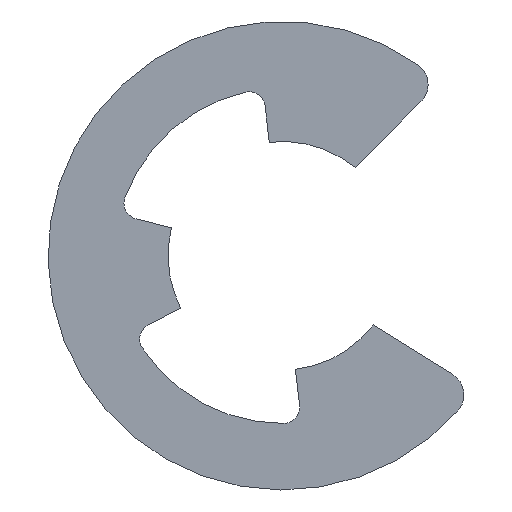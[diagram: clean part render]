
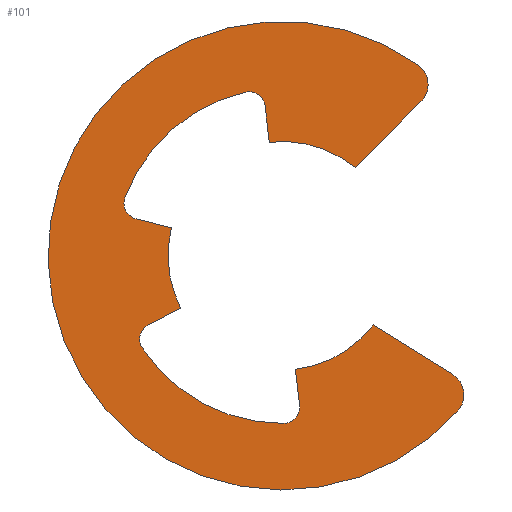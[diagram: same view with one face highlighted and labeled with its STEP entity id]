
A CAD part, front view. The second image highlights one B-rep face of the part: STEP entity #101.
In plain terms, the highlighted planar face has unit normal (0, -1, 0).
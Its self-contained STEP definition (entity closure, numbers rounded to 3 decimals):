
#33 = VERTEX_POINT('',#34);
#34 = CARTESIAN_POINT('',(-39.532,26.719,
    11.535));
#40 = EDGE_CURVE('',#33,#41,#43,.T.);
#41 = VERTEX_POINT('',#42);
#42 = CARTESIAN_POINT('',(-39.714,26.719,
    11.011));
#43 = CIRCLE('',#44,0.639);
#44 = AXIS2_PLACEMENT_3D('',#45,#46,#47);
#45 = CARTESIAN_POINT('',(-40.167,26.719,
    11.462));
#46 = DIRECTION('',(0.,1.,0.));
#47 = DIRECTION('',(0.993,0.,0.114));
#75 = VERTEX_POINT('',#76);
#76 = CARTESIAN_POINT('',(-38.593,26.719,3.387
    ));
#82 = EDGE_CURVE('',#83,#75,#85,.T.);
#83 = VERTEX_POINT('',#84);
#84 = CARTESIAN_POINT('',(-38.75,26.719,2.89
    ));
#85 = CIRCLE('',#86,0.639);
#86 = AXIS2_PLACEMENT_3D('',#87,#88,#89);
#87 = CARTESIAN_POINT('',(-39.228,26.719,3.314
    ));
#88 = DIRECTION('',(0.,-1.,0.));
#89 = DIRECTION('',(0.993,0.,0.114));
#101 = ADVANCED_FACE('',(#102),#258,.F.);
#102 = FACE_BOUND('',#103,.T.);
#103 = EDGE_LOOP('',(#104,#112,#113,#122,#129,#130,#139,#147,#156,#164,
    #173,#182,#191,#199,#208,#216,#225,#234,#243,#251));
#104 = ORIENTED_EDGE('',*,*,#105,.T.);
#105 = EDGE_CURVE('',#106,#41,#108,.T.);
#106 = VERTEX_POINT('',#107);
#107 = CARTESIAN_POINT('',(-41.442,26.719,
    9.279));
#108 = LINE('',#109,#110);
#109 = CARTESIAN_POINT('',(-43.552,26.719,
    7.164));
#110 = VECTOR('',#111,1.);
#111 = DIRECTION('',(0.706,0.,0.708));
#112 = ORIENTED_EDGE('',*,*,#40,.F.);
#113 = ORIENTED_EDGE('',*,*,#114,.F.);
#114 = EDGE_CURVE('',#115,#33,#117,.T.);
#115 = VERTEX_POINT('',#116);
#116 = CARTESIAN_POINT('',(-39.797,26.719,
    11.984));
#117 = CIRCLE('',#118,0.639);
#118 = AXIS2_PLACEMENT_3D('',#119,#120,#121);
#119 = CARTESIAN_POINT('',(-40.167,26.719,
    11.462));
#120 = DIRECTION('',(0.,1.,0.));
#121 = DIRECTION('',(0.993,0.,0.114)
  );
#122 = ORIENTED_EDGE('',*,*,#123,.T.);
#123 = EDGE_CURVE('',#115,#83,#124,.T.);
#124 = CIRCLE('',#125,6.15);
#125 = AXIS2_PLACEMENT_3D('',#126,#127,#128);
#126 = CARTESIAN_POINT('',(-43.354,26.719,
    6.967));
#127 = DIRECTION('',(0.,-1.,0.));
#128 = DIRECTION('',(0.993,0.,0.114)
  );
#129 = ORIENTED_EDGE('',*,*,#82,.T.);
#130 = ORIENTED_EDGE('',*,*,#131,.T.);
#131 = EDGE_CURVE('',#75,#132,#134,.T.);
#132 = VERTEX_POINT('',#133);
#133 = CARTESIAN_POINT('',(-38.89,26.719,
    3.856));
#134 = CIRCLE('',#135,0.639);
#135 = AXIS2_PLACEMENT_3D('',#136,#137,#138);
#136 = CARTESIAN_POINT('',(-39.228,26.719,
    3.314));
#137 = DIRECTION('',(0.,-1.,0.));
#138 = DIRECTION('',(0.993,0.,0.114)
  );
#139 = ORIENTED_EDGE('',*,*,#140,.F.);
#140 = EDGE_CURVE('',#141,#132,#143,.T.);
#141 = VERTEX_POINT('',#142);
#142 = CARTESIAN_POINT('',(-40.967,26.719,5.15
    ));
#143 = LINE('',#144,#145);
#144 = CARTESIAN_POINT('',(-43.502,26.719,6.73
    ));
#145 = VECTOR('',#146,1.);
#146 = DIRECTION('',(0.849,0.,-0.529)
  );
#147 = ORIENTED_EDGE('',*,*,#148,.F.);
#148 = EDGE_CURVE('',#149,#141,#151,.T.);
#149 = VERTEX_POINT('',#150);
#150 = CARTESIAN_POINT('',(-43.011,26.719,3.986
    ));
#151 = CIRCLE('',#152,3.);
#152 = AXIS2_PLACEMENT_3D('',#153,#154,#155);
#153 = CARTESIAN_POINT('',(-43.354,26.719,
    6.967));
#154 = DIRECTION('',(0.,-1.,0.));
#155 = DIRECTION('',(0.993,0.,0.114)
  );
#156 = ORIENTED_EDGE('',*,*,#157,.T.);
#157 = EDGE_CURVE('',#149,#158,#160,.T.);
#158 = VERTEX_POINT('',#159);
#159 = CARTESIAN_POINT('',(-42.901,26.719,
    3.032));
#160 = LINE('',#161,#162);
#161 = CARTESIAN_POINT('',(-43.053,26.719,
    4.354));
#162 = VECTOR('',#163,1.);
#163 = DIRECTION('',(0.114,0.,-0.993)
  );
#164 = ORIENTED_EDGE('',*,*,#165,.T.);
#165 = EDGE_CURVE('',#158,#166,#168,.T.);
#166 = VERTEX_POINT('',#167);
#167 = CARTESIAN_POINT('',(-43.314,26.719,
    2.564));
#168 = CIRCLE('',#169,0.42);
#169 = AXIS2_PLACEMENT_3D('',#170,#171,#172);
#170 = CARTESIAN_POINT('',(-43.318,26.719,
    2.984));
#171 = DIRECTION('',(0.,1.,0.));
#172 = DIRECTION('',(0.993,0.,0.114)
  );
#173 = ORIENTED_EDGE('',*,*,#174,.T.);
#174 = EDGE_CURVE('',#166,#175,#177,.T.);
#175 = VERTEX_POINT('',#176);
#176 = CARTESIAN_POINT('',(-47.032,26.719,
    4.548));
#177 = CIRCLE('',#178,4.403);
#178 = AXIS2_PLACEMENT_3D('',#179,#180,#181);
#179 = CARTESIAN_POINT('',(-43.354,26.719,
    6.967));
#180 = DIRECTION('',(0.,1.,0.));
#181 = DIRECTION('',(0.993,0.,0.114)
  );
#182 = ORIENTED_EDGE('',*,*,#183,.T.);
#183 = EDGE_CURVE('',#175,#184,#186,.T.);
#184 = VERTEX_POINT('',#185);
#185 = CARTESIAN_POINT('',(-46.874,26.719,
    5.152));
#186 = CIRCLE('',#187,0.42);
#187 = AXIS2_PLACEMENT_3D('',#188,#189,#190);
#188 = CARTESIAN_POINT('',(-46.682,26.719,4.779
    ));
#189 = DIRECTION('',(0.,1.,0.));
#190 = DIRECTION('',(0.993,0.,0.114)
  );
#191 = ORIENTED_EDGE('',*,*,#192,.T.);
#192 = EDGE_CURVE('',#184,#193,#195,.T.);
#193 = VERTEX_POINT('',#194);
#194 = CARTESIAN_POINT('',(-46.02,26.719,
    5.592));
#195 = LINE('',#196,#197);
#196 = CARTESIAN_POINT('',(-45.692,26.719,5.762
    ));
#197 = VECTOR('',#198,1.);
#198 = DIRECTION('',(0.889,0.,0.458)
  );
#199 = ORIENTED_EDGE('',*,*,#200,.F.);
#200 = EDGE_CURVE('',#201,#193,#203,.T.);
#201 = VERTEX_POINT('',#202);
#202 = CARTESIAN_POINT('',(-46.263,26.719,
    7.699));
#203 = CIRCLE('',#204,3.);
#204 = AXIS2_PLACEMENT_3D('',#205,#206,#207);
#205 = CARTESIAN_POINT('',(-43.354,26.719,
    6.967));
#206 = DIRECTION('',(0.,-1.,0.));
#207 = DIRECTION('',(0.993,0.,0.114)
  );
#208 = ORIENTED_EDGE('',*,*,#209,.T.);
#209 = EDGE_CURVE('',#201,#210,#212,.T.);
#210 = VERTEX_POINT('',#211);
#211 = CARTESIAN_POINT('',(-47.194,26.719,
    7.934));
#212 = LINE('',#213,#214);
#213 = CARTESIAN_POINT('',(-45.904,26.719,
    7.609));
#214 = VECTOR('',#215,1.);
#215 = DIRECTION('',(-0.97,0.,0.244)
  );
#216 = ORIENTED_EDGE('',*,*,#217,.T.);
#217 = EDGE_CURVE('',#210,#218,#220,.T.);
#218 = VERTEX_POINT('',#219);
#219 = CARTESIAN_POINT('',(-47.486,26.719,
    8.486));
#220 = CIRCLE('',#221,0.42);
#221 = AXIS2_PLACEMENT_3D('',#222,#223,#224);
#222 = CARTESIAN_POINT('',(-47.092,26.719,
    8.341));
#223 = DIRECTION('',(0.,1.,0.));
#224 = DIRECTION('',(0.993,0.,0.114)
  );
#225 = ORIENTED_EDGE('',*,*,#226,.T.);
#226 = EDGE_CURVE('',#218,#227,#229,.T.);
#227 = VERTEX_POINT('',#228);
#228 = CARTESIAN_POINT('',(-44.316,26.719,
    11.263));
#229 = CIRCLE('',#230,4.403);
#230 = AXIS2_PLACEMENT_3D('',#231,#232,#233);
#231 = CARTESIAN_POINT('',(-43.354,26.719,
    6.967));
#232 = DIRECTION('',(0.,1.,0.));
#233 = DIRECTION('',(0.993,0.,0.114)
  );
#234 = ORIENTED_EDGE('',*,*,#235,.T.);
#235 = EDGE_CURVE('',#227,#236,#238,.T.);
#236 = VERTEX_POINT('',#237);
#237 = CARTESIAN_POINT('',(-43.807,26.719,
    10.901));
#238 = CIRCLE('',#239,0.42);
#239 = AXIS2_PLACEMENT_3D('',#240,#241,#242);
#240 = CARTESIAN_POINT('',(-44.224,26.719,
    10.853));
#241 = DIRECTION('',(0.,1.,0.));
#242 = DIRECTION('',(0.993,0.,0.114)
  );
#243 = ORIENTED_EDGE('',*,*,#244,.T.);
#244 = EDGE_CURVE('',#236,#245,#247,.T.);
#245 = VERTEX_POINT('',#246);
#246 = CARTESIAN_POINT('',(-43.697,26.719,
    9.947));
#247 = LINE('',#248,#249);
#248 = CARTESIAN_POINT('',(-43.655,26.719,
    9.579));
#249 = VECTOR('',#250,1.);
#250 = DIRECTION('',(0.114,0.,-0.993)
  );
#251 = ORIENTED_EDGE('',*,*,#252,.F.);
#252 = EDGE_CURVE('',#106,#245,#253,.T.);
#253 = CIRCLE('',#254,3.);
#254 = AXIS2_PLACEMENT_3D('',#255,#256,#257);
#255 = CARTESIAN_POINT('',(-43.354,26.719,
    6.967));
#256 = DIRECTION('',(0.,-1.,0.));
#257 = DIRECTION('',(0.993,0.,0.114)
  );
#258 = PLANE('',#259);
#259 = AXIS2_PLACEMENT_3D('',#260,#261,#262);
#260 = CARTESIAN_POINT('',(-43.354,26.719,
    6.967));
#261 = DIRECTION('',(0.,1.,0.));
#262 = DIRECTION('',(-0.993,0.,-0.114)
  );
